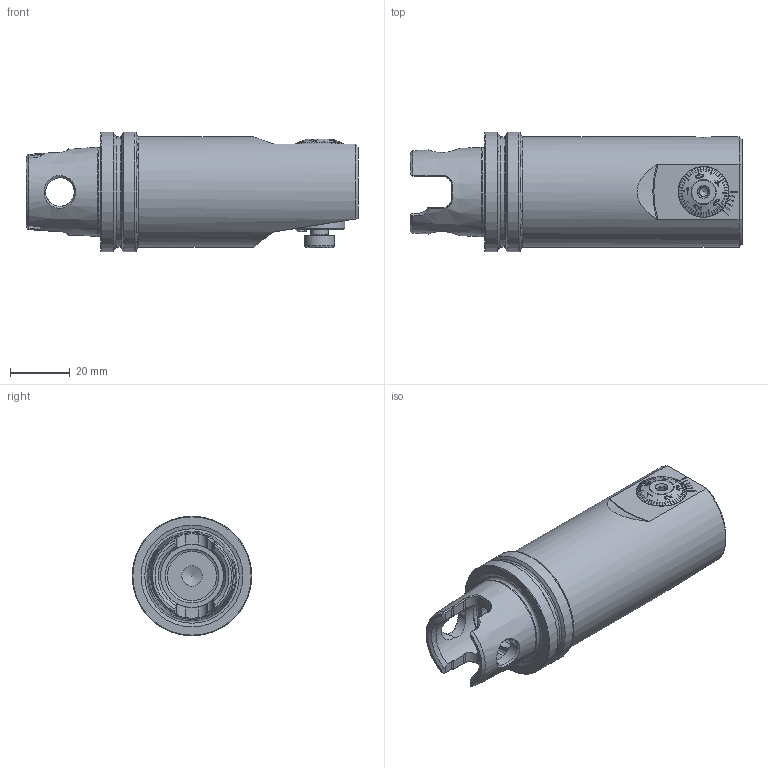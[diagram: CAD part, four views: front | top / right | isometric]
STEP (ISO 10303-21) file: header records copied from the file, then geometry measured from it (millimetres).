
FILE_DESCRIPTION (( 'STEP AP214' ), '1' );
FILE_NAME ('KM4.F32.AA4.090.STEP', '2020-08-12T09:52:04', ( '' ), ( '' ), 'SwSTEP 2.0', 'SolidWorks 2017', '' );
FILE_SCHEMA (( 'AUTOMOTIVE_DESIGN' ));
Length unit declared in the file: millimetre
Products named in the file (16): ISO 4026 - M6 x 8; F32-BG2.017.004_A; KM4-F32.AA3.090_A_bohrungen gef〕lt; DIN 7984 - M6 x 10; F32-BG2.009.012_A; F32-BG1.DA3.017_B_Aktuell 0.6.2014-Mx1.3; T7 M2.5 x 6; F32-BG1.DA4.017_Standart; Fxx-MAB.xxx.xxx_A_F32x1.3; KM4.F32.AA4.090; F32-BG2.017.003_A; DIN 3771 - 15x1.0; F32-BG3.006.026_A; F32-BG2.014.012_A; Klebstoff D6; F32-BG1.010.006_A
Assembly tree (15 placements, depth 3):
  KM4.F32.AA4.090
    KM4-F32.AA3.090_A_bohrungen gef〕lt
    F32-BG1.DA4.017_Standart
      F32-BG1.DA3.017_B_Aktuell 0.6.2014-Mx1.3
      F32-BG2.014.012_A
      F32-BG2.017.003_A
      F32-BG2.017.004_A
      F32-BG2.009.012_A
      F32-BG1.010.006_A
      Fxx-MAB.xxx.xxx_A_F32x1.3
      DIN 3771 - 15x1.0
    Klebstoff D6
    T7 M2.5 x 6
    ISO 4026 - M6 x 8
    F32-BG3.006.026_A
    DIN 7984 - M6 x 10
Bounding box: 110.95 x 39.95 x 39.95 mm (x, y, z)
Volume: 91705.6 mm3; surface area: 25400.4 mm2
Topology: 14 solids, 14 shells, 614 faces, 1603 edges, 1033 vertices
Faces by surface type: plane 331, cone 113, cylinder 82, bspline 61, torus 27
Full cylindrical faces by diameter (mm): 1.5 x3, 2.05 x1, 2.2 x1, 2.5 x1, 2.7 x1, 2.9 x1, 3 x1, 3.3 x4, 4.2 x1, 5 x4, 5.95 x1, 6 x4, 6.8 x1, 7 x1, 7.4 x1, 7.6 x1, 7.95 x1, 8 x3, 8.5 x1, 10 x4, 10.3 x1, 14 x2, 14.65 x1, 16.85 x1, 16.98 x1, 17 x3, 18 x1, 21.05 x1, 21.87 x1, 36.95 x1
Entity records: 23274 total; most frequent: CARTESIAN_POINT 8645, ORIENTED_EDGE 2878, DIRECTION 2288, EDGE_CURVE 1439, VERTEX_POINT 994, AXIS2_PLACEMENT_3D 883, EDGE_LOOP 783, FACE_OUTER_BOUND 691
